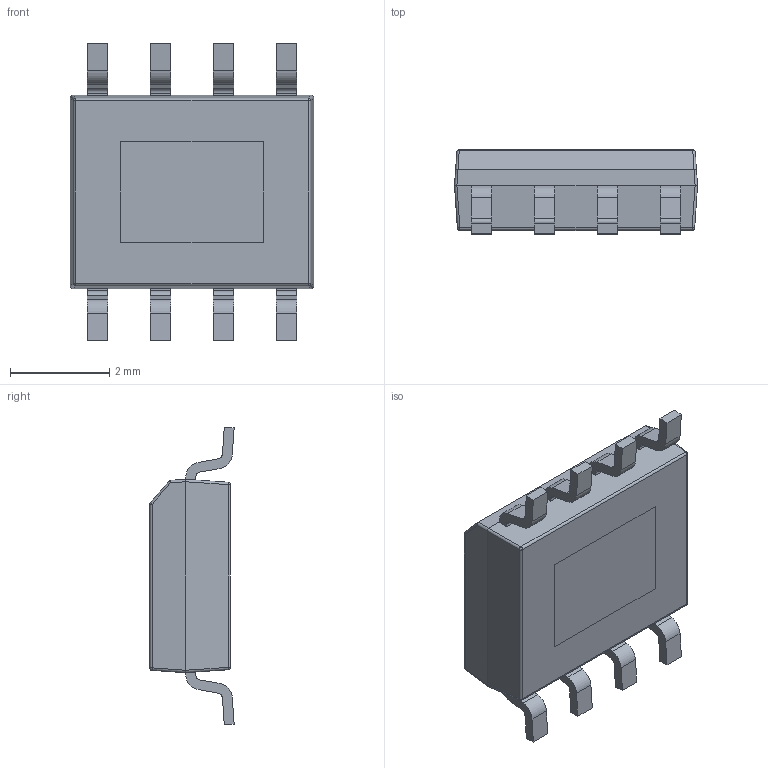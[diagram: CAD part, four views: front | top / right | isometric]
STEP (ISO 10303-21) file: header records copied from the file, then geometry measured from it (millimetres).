
FILE_DESCRIPTION (( 'STEP AP214' ), '1' );
FILE_NAME ('SOIC-8EP.STEP', '2018-05-11T08:06:21', ( '' ), ( '' ), 'SwSTEP 2.0', 'SolidWorks 2017', '' );
FILE_SCHEMA (( 'AUTOMOTIVE_DESIGN' ));
Length unit declared in the file: millimetre
Products named in the file (1): TPS54340DDA
Bounding box: 4.9 x 1.7 x 6 mm (x, y, z)
Volume: 30.8 mm3; surface area: 93.2 mm2
Topology: 11 solids, 11 shells, 167 faces, 405 edges, 254 vertices
Faces by surface type: plane 105, cylinder 54, sphere 8
Entity records: 4895 total; most frequent: CARTESIAN_POINT 843, DIRECTION 821, ORIENTED_EDGE 794, EDGE_CURVE 397, LINE 293, VECTOR 293, AXIS2_PLACEMENT_3D 264, VERTEX_POINT 254
